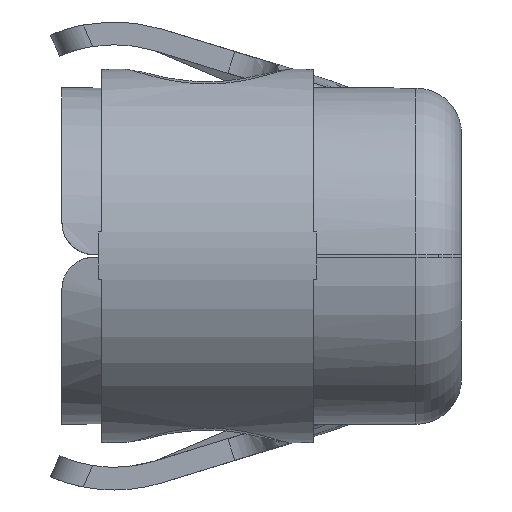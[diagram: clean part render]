
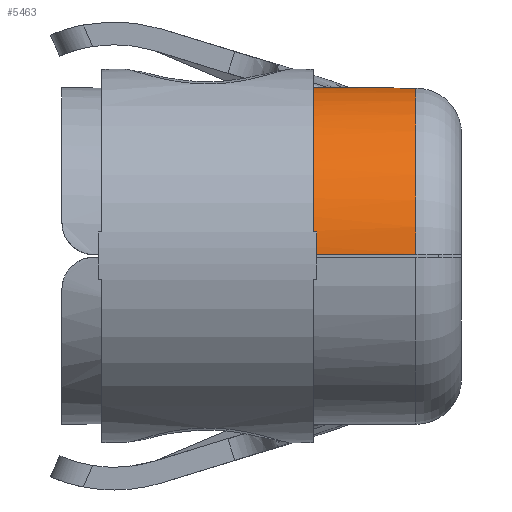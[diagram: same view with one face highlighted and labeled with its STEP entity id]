
A CAD part, left-side view. The second image highlights one B-rep face of the part: STEP entity #5463.
In plain terms, the highlighted cylindrical face has radius 3.747 mm (diameter 7.493 mm), a partial arc.
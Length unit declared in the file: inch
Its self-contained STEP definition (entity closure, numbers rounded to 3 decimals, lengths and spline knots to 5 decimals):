
#216 = CARTESIAN_POINT ( 'NONE',  ( -0.1055, 0.16, 0.10405 ) ) ;
#416 = ORIENTED_EDGE ( 'NONE', *, *, #14436, .F. ) ;
#567 = B_SPLINE_CURVE_WITH_KNOTS ( 'NONE', 3,
 ( #7529, #17948, #4622, #10563, #16492, #3157, #9094, #15037, #1687, #7634, #13585, #216, #6179, #12113, #18050, #4718, #10658, #16595 ),
 .UNSPECIFIED., .F., .F.,
 ( 4, 2, 2, 2, 2, 2, 2, 2, 4 ),
 ( 0., 0.06226, 0.12453, 0.18679, 0.24906, 0.31132, 0.37359, 0.43585, 0.49812 ),
 .UNSPECIFIED. ) ;
#1412 = EDGE_CURVE ( 'NONE', #8211, #18325, #567, .T. ) ;
#1687 = CARTESIAN_POINT ( 'NONE',  ( -0.04548, 0.16, 0.14103 ) ) ;
#1851 = DIRECTION ( 'NONE',  ( 0.679, 0., 0.734 ) ) ;
#2479 = CARTESIAN_POINT ( 'NONE',  ( -0.14749, 0.04, 0.00129 ) ) ;
#2847 = LINE ( 'NONE', #8790, #7204 ) ;
#2963 = EDGE_CURVE ( 'NONE', #6045, #5962, #15957, .T. ) ;
#3157 = CARTESIAN_POINT ( 'NONE',  ( 0.01086, 0.16, 0.14778 ) ) ;
#3554 = ORIENTED_EDGE ( 'NONE', *, *, #1412, .T. ) ;
#3597 = DIRECTION ( 'NONE',  ( 0., -1., 0. ) ) ;
#4622 = CARTESIAN_POINT ( 'NONE',  ( 0.07792, 0.16, 0.12604 ) ) ;
#4718 = CARTESIAN_POINT ( 'NONE',  ( -0.14519, 0.16, 0.02964 ) ) ;
#5009 = ORIENTED_EDGE ( 'NONE', *, *, #12976, .F. ) ;
#5068 = AXIS2_PLACEMENT_3D ( 'NONE', #9257, #15203, #1851 ) ;
#5345 = CARTESIAN_POINT ( 'NONE',  ( 0.10015, 0.04, 0.10829 ) ) ;
#5433 = CARTESIAN_POINT ( 'NONE',  ( 0., 0.02, 0. ) ) ;
#5463 = ADVANCED_FACE ( 'NONE', ( #12835 ), #18784, .T. ) ;
#5962 = VERTEX_POINT ( 'NONE', #2479 ) ;
#6045 = VERTEX_POINT ( 'NONE', #5345 ) ;
#6179 = CARTESIAN_POINT ( 'NONE',  ( -0.11506, 0.16, 0.09337 ) ) ;
#7204 = VECTOR ( 'NONE', #14730, 39.37008 ) ;
#7456 = EDGE_LOOP ( 'NONE', ( #3554, #5009, #18253, #416 ) ) ;
#7529 = CARTESIAN_POINT ( 'NONE',  ( 0.10015, 0.16, 0.10829 ) ) ;
#7634 = CARTESIAN_POINT ( 'NONE',  ( -0.07153, 0.16, 0.12977 ) ) ;
#8211 = VERTEX_POINT ( 'NONE', #9340 ) ;
#8269 = VECTOR ( 'NONE', #3597, 39.37008 ) ;
#8790 = CARTESIAN_POINT ( 'NONE',  ( -0.14749, 0., 0.00129 ) ) ;
#9094 = CARTESIAN_POINT ( 'NONE',  ( -0.00347, 0.16, 0.14814 ) ) ;
#9257 = CARTESIAN_POINT ( 'NONE',  ( 0., 0.04, 0. ) ) ;
#9340 = CARTESIAN_POINT ( 'NONE',  ( 0.10015, 0.16, 0.10829 ) ) ;
#10563 = CARTESIAN_POINT ( 'NONE',  ( 0.05246, 0.16, 0.13858 ) ) ;
#10658 = CARTESIAN_POINT ( 'NONE',  ( -0.14737, 0.16, 0.01547 ) ) ;
#10988 = LINE ( 'NONE', #16933, #8269 ) ;
#11365 = DIRECTION ( 'NONE',  ( 0., -1., 0. ) ) ;
#12113 = CARTESIAN_POINT ( 'NONE',  ( -0.13075, 0.16, 0.06973 ) ) ;
#12835 = FACE_OUTER_BOUND ( 'NONE', #7456, .T. ) ;
#12976 = EDGE_CURVE ( 'NONE', #5962, #18325, #2847, .T. ) ;
#13585 = CARTESIAN_POINT ( 'NONE',  ( -0.08373, 0.16, 0.12225 ) ) ;
#14436 = EDGE_CURVE ( 'NONE', #8211, #6045, #10988, .T. ) ;
#14682 = AXIS2_PLACEMENT_3D ( 'NONE', #5433, #11365, #17311 ) ;
#14730 = DIRECTION ( 'NONE',  ( 0., 1., 0. ) ) ;
#15037 = CARTESIAN_POINT ( 'NONE',  ( -0.03164, 0.16, 0.14476 ) ) ;
#15203 = DIRECTION ( 'NONE',  ( 0., -1., 0. ) ) ;
#15957 = CIRCLE ( 'NONE', #5068, 0.1475 ) ;
#16492 = CARTESIAN_POINT ( 'NONE',  ( 0.03883, 0.16, 0.143 ) ) ;
#16513 = CARTESIAN_POINT ( 'NONE',  ( -0.14749, 0.16, 0.00129 ) ) ;
#16595 = CARTESIAN_POINT ( 'NONE',  ( -0.14749, 0.16, 0.00129 ) ) ;
#16933 = CARTESIAN_POINT ( 'NONE',  ( 0.10015, 0.04, 0.10829 ) ) ;
#17311 = DIRECTION ( 'NONE',  ( 0., 0., -1. ) ) ;
#17948 = CARTESIAN_POINT ( 'NONE',  ( 0.08973, 0.16, 0.11792 ) ) ;
#18050 = CARTESIAN_POINT ( 'NONE',  ( -0.13687, 0.16, 0.05677 ) ) ;
#18253 = ORIENTED_EDGE ( 'NONE', *, *, #2963, .F. ) ;
#18325 = VERTEX_POINT ( 'NONE', #16513 ) ;
#18784 = CYLINDRICAL_SURFACE ( 'NONE', #14682, 0.1475 ) ;
